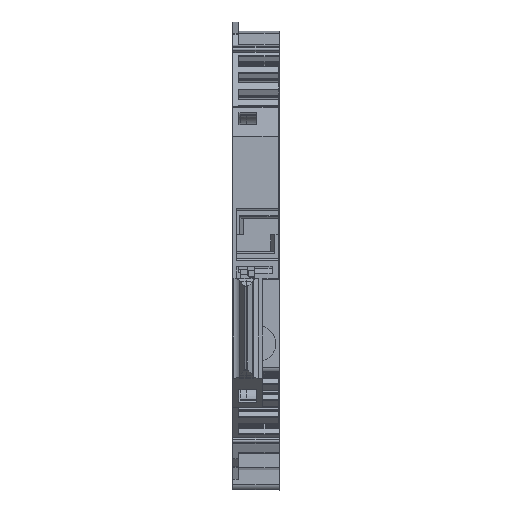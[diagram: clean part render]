
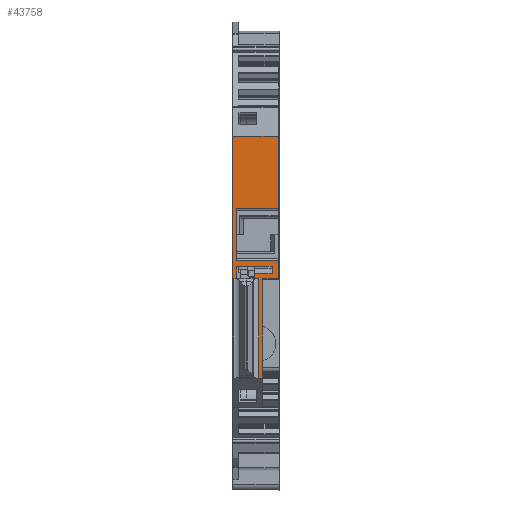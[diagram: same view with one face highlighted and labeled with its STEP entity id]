
A CAD part, top view. The second image highlights one B-rep face of the part: STEP entity #43758.
In plain terms, the highlighted planar face has unit normal (0, 0, 1).
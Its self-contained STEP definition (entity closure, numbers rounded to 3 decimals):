
#29914=AXIS2_PLACEMENT_3D('Plane Axis2P3D',#29911,#29912,#29913) ;
#13943=CARTESIAN_POINT('Vertex',(0.,14.497,79.863)) ;
#13946=CARTESIAN_POINT('Line Origine',(0.,30.321,79.863)) ;
#13950=CARTESIAN_POINT('Vertex',(0.,46.144,79.863)) ;
#16192=CARTESIAN_POINT('Vertex',(5.15,28.222,79.863)) ;
#16195=CARTESIAN_POINT('Line Origine',(5.15,28.692,79.863)) ;
#16199=CARTESIAN_POINT('Vertex',(5.15,29.162,79.863)) ;
#18552=CARTESIAN_POINT('Vertex',(2.893,28.222,79.863)) ;
#18555=CARTESIAN_POINT('Line Origine',(4.021,28.222,79.863)) ;
#18579=CARTESIAN_POINT('Line Origine',(3.471,29.162,79.863)) ;
#18583=CARTESIAN_POINT('Vertex',(1.792,29.162,79.863)) ;
#18586=CARTESIAN_POINT('Line Origine',(1.121,29.162,79.863)) ;
#18590=CARTESIAN_POINT('Vertex',(0.45,29.162,79.863)) ;
#21420=CARTESIAN_POINT('Line Origine',(2.975,46.144,79.863)) ;
#21424=CARTESIAN_POINT('Vertex',(5.95,46.144,79.863)) ;
#22497=CARTESIAN_POINT('Vertex',(2.893,27.522,79.863)) ;
#22500=CARTESIAN_POINT('Line Origine',(2.893,27.872,79.863)) ;
#22890=CARTESIAN_POINT('Vertex',(3.39,14.497,79.863)) ;
#22955=CARTESIAN_POINT('Vertex',(0.17,14.497,79.863)) ;
#22958=CARTESIAN_POINT('Line Origine',(0.085,14.497,79.863)) ;
#22974=CARTESIAN_POINT('Vertex',(3.955,14.497,79.863)) ;
#22977=CARTESIAN_POINT('Line Origine',(3.672,14.497,79.863)) ;
#23067=CARTESIAN_POINT('Vertex',(3.955,27.521,79.863)) ;
#23070=CARTESIAN_POINT('Line Origine',(3.955,21.009,79.863)) ;
#23207=CARTESIAN_POINT('Vertex',(5.95,27.521,79.863)) ;
#23210=CARTESIAN_POINT('Line Origine',(4.953,27.521,79.863)) ;
#23252=CARTESIAN_POINT('Line Origine',(5.95,41.403,79.863)) ;
#23256=CARTESIAN_POINT('Vertex',(5.95,36.662,79.863)) ;
#23375=CARTESIAN_POINT('Vertex',(5.95,29.862,79.863)) ;
#23378=CARTESIAN_POINT('Line Origine',(5.95,28.691,79.863)) ;
#23460=CARTESIAN_POINT('Vertex',(0.45,29.862,79.863)) ;
#23465=CARTESIAN_POINT('Line Origine',(3.2,29.862,79.863)) ;
#23589=CARTESIAN_POINT('Vertex',(0.45,36.662,79.863)) ;
#23592=CARTESIAN_POINT('Line Origine',(0.45,33.262,79.863)) ;
#23627=CARTESIAN_POINT('Line Origine',(3.2,36.662,79.863)) ;
#23644=CARTESIAN_POINT('Line Origine',(0.17,21.009,79.863)) ;
#23648=CARTESIAN_POINT('Vertex',(0.17,27.522,79.863)) ;
#23691=CARTESIAN_POINT('Vertex',(0.55,27.522,79.863)) ;
#23694=CARTESIAN_POINT('Line Origine',(0.36,27.522,79.863)) ;
#23745=CARTESIAN_POINT('Vertex',(0.55,28.662,79.863)) ;
#23748=CARTESIAN_POINT('Line Origine',(0.55,28.092,79.863)) ;
#23790=CARTESIAN_POINT('Vertex',(0.45,28.662,79.863)) ;
#23793=CARTESIAN_POINT('Line Origine',(0.5,28.662,79.863)) ;
#23844=CARTESIAN_POINT('Line Origine',(0.45,28.912,79.863)) ;
#23892=CARTESIAN_POINT('Line Origine',(3.141,27.522,79.863)) ;
#23896=CARTESIAN_POINT('Vertex',(3.39,27.522,79.863)) ;
#23947=CARTESIAN_POINT('Line Origine',(3.39,21.009,79.863)) ;
#29911=CARTESIAN_POINT('Axis2P3D Location',(2.65,27.021,79.863)) ;
#13947=DIRECTION('Vector Direction',(0.,-1.,0.)) ;
#16196=DIRECTION('Vector Direction',(0.,-1.,0.)) ;
#18556=DIRECTION('Vector Direction',(1.,0.,0.)) ;
#18580=DIRECTION('Vector Direction',(1.,0.,0.)) ;
#18587=DIRECTION('Vector Direction',(-1.,0.,0.)) ;
#21421=DIRECTION('Vector Direction',(1.,0.,0.)) ;
#22501=DIRECTION('Vector Direction',(0.,-1.,0.)) ;
#22959=DIRECTION('Vector Direction',(-1.,0.,0.)) ;
#22978=DIRECTION('Vector Direction',(1.,0.,0.)) ;
#23071=DIRECTION('Vector Direction',(0.,-1.,0.)) ;
#23211=DIRECTION('Vector Direction',(1.,0.,0.)) ;
#23253=DIRECTION('Vector Direction',(0.,-1.,0.)) ;
#23379=DIRECTION('Vector Direction',(0.,-1.,0.)) ;
#23466=DIRECTION('Vector Direction',(1.,0.,0.)) ;
#23593=DIRECTION('Vector Direction',(0.,-1.,0.)) ;
#23628=DIRECTION('Vector Direction',(1.,0.,0.)) ;
#23645=DIRECTION('Vector Direction',(0.,-1.,0.)) ;
#23695=DIRECTION('Vector Direction',(1.,0.,0.)) ;
#23749=DIRECTION('Vector Direction',(0.,1.,0.)) ;
#23794=DIRECTION('Vector Direction',(-1.,0.,0.)) ;
#23845=DIRECTION('Vector Direction',(0.,-1.,0.)) ;
#23893=DIRECTION('Vector Direction',(-1.,0.,0.)) ;
#23948=DIRECTION('Vector Direction',(0.,-1.,0.)) ;
#29912=DIRECTION('Axis2P3D Direction',(0.,0.,1.)) ;
#29913=DIRECTION('Axis2P3D XDirection',(0.,-1.,0.)) ;
#13948=VECTOR('Line Direction',#13947,1.) ;
#16197=VECTOR('Line Direction',#16196,1.) ;
#18557=VECTOR('Line Direction',#18556,1.) ;
#18581=VECTOR('Line Direction',#18580,1.) ;
#18588=VECTOR('Line Direction',#18587,1.) ;
#21422=VECTOR('Line Direction',#21421,1.) ;
#22502=VECTOR('Line Direction',#22501,1.) ;
#22960=VECTOR('Line Direction',#22959,1.) ;
#22979=VECTOR('Line Direction',#22978,1.) ;
#23072=VECTOR('Line Direction',#23071,1.) ;
#23212=VECTOR('Line Direction',#23211,1.) ;
#23254=VECTOR('Line Direction',#23253,1.) ;
#23380=VECTOR('Line Direction',#23379,1.) ;
#23467=VECTOR('Line Direction',#23466,1.) ;
#23594=VECTOR('Line Direction',#23593,1.) ;
#23629=VECTOR('Line Direction',#23628,1.) ;
#23646=VECTOR('Line Direction',#23645,1.) ;
#23696=VECTOR('Line Direction',#23695,1.) ;
#23750=VECTOR('Line Direction',#23749,1.) ;
#23795=VECTOR('Line Direction',#23794,1.) ;
#23846=VECTOR('Line Direction',#23845,1.) ;
#23894=VECTOR('Line Direction',#23893,1.) ;
#23949=VECTOR('Line Direction',#23948,1.) ;
#43734=ORIENTED_EDGE('',*,*,#22981,.T.) ;
#43735=ORIENTED_EDGE('',*,*,#23074,.F.) ;
#43736=ORIENTED_EDGE('',*,*,#23214,.T.) ;
#43737=ORIENTED_EDGE('',*,*,#23382,.F.) ;
#43738=ORIENTED_EDGE('',*,*,#23469,.F.) ;
#43739=ORIENTED_EDGE('',*,*,#23596,.F.) ;
#43740=ORIENTED_EDGE('',*,*,#23631,.T.) ;
#43741=ORIENTED_EDGE('',*,*,#23258,.F.) ;
#43742=ORIENTED_EDGE('',*,*,#21426,.F.) ;
#43743=ORIENTED_EDGE('',*,*,#13952,.T.) ;
#43744=ORIENTED_EDGE('',*,*,#22962,.F.) ;
#43745=ORIENTED_EDGE('',*,*,#23650,.F.) ;
#43746=ORIENTED_EDGE('',*,*,#23698,.T.) ;
#43747=ORIENTED_EDGE('',*,*,#23752,.T.) ;
#43748=ORIENTED_EDGE('',*,*,#23797,.T.) ;
#43749=ORIENTED_EDGE('',*,*,#23848,.F.) ;
#43750=ORIENTED_EDGE('',*,*,#18592,.F.) ;
#43751=ORIENTED_EDGE('',*,*,#18585,.T.) ;
#43752=ORIENTED_EDGE('',*,*,#16201,.T.) ;
#43753=ORIENTED_EDGE('',*,*,#18559,.F.) ;
#43754=ORIENTED_EDGE('',*,*,#22504,.T.) ;
#43755=ORIENTED_EDGE('',*,*,#23898,.F.) ;
#43756=ORIENTED_EDGE('',*,*,#23951,.F.) ;
#43758=ADVANCED_FACE('V1',(#43757),#29915,.T.) ;
#13952=EDGE_CURVE('',#13951,#13944,#13949,.T.) ;
#16201=EDGE_CURVE('',#16200,#16193,#16198,.T.) ;
#18559=EDGE_CURVE('',#18553,#16193,#18558,.T.) ;
#18585=EDGE_CURVE('',#18584,#16200,#18582,.T.) ;
#18592=EDGE_CURVE('',#18584,#18591,#18589,.T.) ;
#21426=EDGE_CURVE('',#13951,#21425,#21423,.T.) ;
#22504=EDGE_CURVE('',#18553,#22498,#22503,.T.) ;
#22962=EDGE_CURVE('',#22956,#13944,#22961,.T.) ;
#22981=EDGE_CURVE('',#22891,#22975,#22980,.T.) ;
#23074=EDGE_CURVE('',#23068,#22975,#23073,.T.) ;
#23214=EDGE_CURVE('',#23068,#23208,#23213,.T.) ;
#23258=EDGE_CURVE('',#21425,#23257,#23255,.T.) ;
#23382=EDGE_CURVE('',#23376,#23208,#23381,.T.) ;
#23469=EDGE_CURVE('',#23461,#23376,#23468,.T.) ;
#23596=EDGE_CURVE('',#23590,#23461,#23595,.T.) ;
#23631=EDGE_CURVE('',#23590,#23257,#23630,.T.) ;
#23650=EDGE_CURVE('',#23649,#22956,#23647,.T.) ;
#23698=EDGE_CURVE('',#23649,#23692,#23697,.T.) ;
#23752=EDGE_CURVE('',#23692,#23746,#23751,.T.) ;
#23797=EDGE_CURVE('',#23746,#23791,#23796,.T.) ;
#23848=EDGE_CURVE('',#18591,#23791,#23847,.T.) ;
#23898=EDGE_CURVE('',#23897,#22498,#23895,.T.) ;
#23951=EDGE_CURVE('',#22891,#23897,#23950,.F.) ;
#43733=EDGE_LOOP('',(#43734,#43735,#43736,#43737,#43738,#43739,#43740,#43741,#43742,#43743,#43744,#43745,#43746,#43747,#43748,#43749,#43750,#43751,#43752,#43753,#43754,#43755,#43756)) ;
#43757=FACE_OUTER_BOUND('',#43733,.T.) ;
#13949=LINE('Line',#13946,#13948) ;
#16198=LINE('Line',#16195,#16197) ;
#18558=LINE('Line',#18555,#18557) ;
#18582=LINE('Line',#18579,#18581) ;
#18589=LINE('Line',#18586,#18588) ;
#21423=LINE('Line',#21420,#21422) ;
#22503=LINE('Line',#22500,#22502) ;
#22961=LINE('Line',#22958,#22960) ;
#22980=LINE('Line',#22977,#22979) ;
#23073=LINE('Line',#23070,#23072) ;
#23213=LINE('Line',#23210,#23212) ;
#23255=LINE('Line',#23252,#23254) ;
#23381=LINE('Line',#23378,#23380) ;
#23468=LINE('Line',#23465,#23467) ;
#23595=LINE('Line',#23592,#23594) ;
#23630=LINE('Line',#23627,#23629) ;
#23647=LINE('Line',#23644,#23646) ;
#23697=LINE('Line',#23694,#23696) ;
#23751=LINE('Line',#23748,#23750) ;
#23796=LINE('Line',#23793,#23795) ;
#23847=LINE('Line',#23844,#23846) ;
#23895=LINE('Line',#23892,#23894) ;
#23950=LINE('Line',#23947,#23949) ;
#29915=PLANE('',#29914) ;
#13944=VERTEX_POINT('',#13943) ;
#13951=VERTEX_POINT('',#13950) ;
#16193=VERTEX_POINT('',#16192) ;
#16200=VERTEX_POINT('',#16199) ;
#18553=VERTEX_POINT('',#18552) ;
#18584=VERTEX_POINT('',#18583) ;
#18591=VERTEX_POINT('',#18590) ;
#21425=VERTEX_POINT('',#21424) ;
#22498=VERTEX_POINT('',#22497) ;
#22891=VERTEX_POINT('',#22890) ;
#22956=VERTEX_POINT('',#22955) ;
#22975=VERTEX_POINT('',#22974) ;
#23068=VERTEX_POINT('',#23067) ;
#23208=VERTEX_POINT('',#23207) ;
#23257=VERTEX_POINT('',#23256) ;
#23376=VERTEX_POINT('',#23375) ;
#23461=VERTEX_POINT('',#23460) ;
#23590=VERTEX_POINT('',#23589) ;
#23649=VERTEX_POINT('',#23648) ;
#23692=VERTEX_POINT('',#23691) ;
#23746=VERTEX_POINT('',#23745) ;
#23791=VERTEX_POINT('',#23790) ;
#23897=VERTEX_POINT('',#23896) ;
